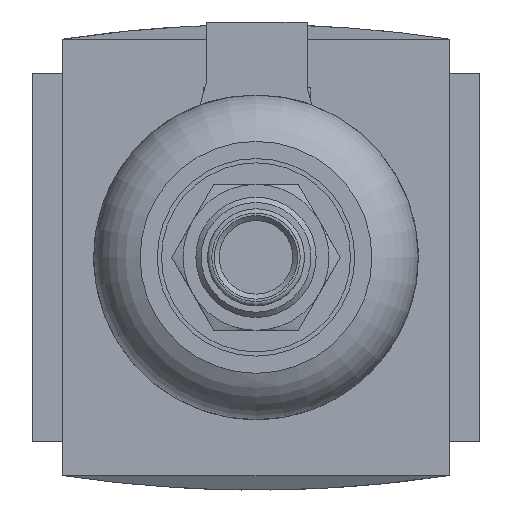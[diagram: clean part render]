
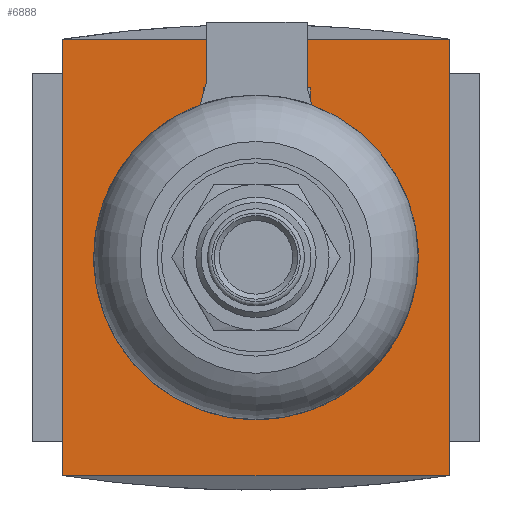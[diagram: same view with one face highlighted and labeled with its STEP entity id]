
A CAD part, front view. The second image highlights one B-rep face of the part: STEP entity #6888.
In plain terms, the highlighted planar face has unit normal (0, -1, 0).
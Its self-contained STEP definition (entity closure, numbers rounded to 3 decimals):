
#103=PLANE('',#7283);
#487=LINE('',#9727,#1013);
#502=LINE('',#9757,#1028);
#525=LINE('',#9810,#1051);
#526=LINE('',#9811,#1052);
#1013=VECTOR('',#8148,1000.);
#1028=VECTOR('',#8165,1000.);
#1051=VECTOR('',#8204,1000.);
#1052=VECTOR('',#8205,1000.);
#1986=ORIENTED_EDGE('',*,*,#3134,.F.);
#1987=ORIENTED_EDGE('',*,*,#3176,.T.);
#1988=ORIENTED_EDGE('',*,*,#3149,.F.);
#1989=ORIENTED_EDGE('',*,*,#3177,.T.);
#3134=EDGE_CURVE('',#3772,#3649,#487,.T.);
#3149=EDGE_CURVE('',#3647,#3786,#502,.T.);
#3176=EDGE_CURVE('',#3772,#3786,#525,.T.);
#3177=EDGE_CURVE('',#3647,#3649,#526,.T.);
#3647=VERTEX_POINT('',#9468);
#3649=VERTEX_POINT('',#9472);
#3772=VERTEX_POINT('',#9728);
#3786=VERTEX_POINT('',#9758);
#4268=EDGE_LOOP('',(#1986,#1987,#1988,#1989));
#4596=FACE_BOUND('',#4268,.T.);
#6888=ADVANCED_FACE('',(#4596),#103,.F.);
#7283=AXIS2_PLACEMENT_3D('',#9809,#8202,#8203);
#8148=DIRECTION('',(0.,0.,1.));
#8165=DIRECTION('',(0.,0.,-1.));
#8202=DIRECTION('',(0.,1.,0.));
#8203=DIRECTION('',(0.,0.,1.));
#8204=DIRECTION('',(1.,0.,0.));
#8205=DIRECTION('',(-1.,0.,0.));
#9468=CARTESIAN_POINT('',(22.5,-31.,25.4));
#9472=CARTESIAN_POINT('',(-22.5,-31.,25.4));
#9727=CARTESIAN_POINT('',(-22.5,-31.,-25.4));
#9728=CARTESIAN_POINT('',(-22.5,-31.,-25.4));
#9757=CARTESIAN_POINT('',(22.5,-31.,25.4));
#9758=CARTESIAN_POINT('',(22.5,-31.,-25.4));
#9809=CARTESIAN_POINT('',(0.,-31.,122.903));
#9810=CARTESIAN_POINT('',(0.,-31.,-25.4));
#9811=CARTESIAN_POINT('',(0.,-31.,25.4));
